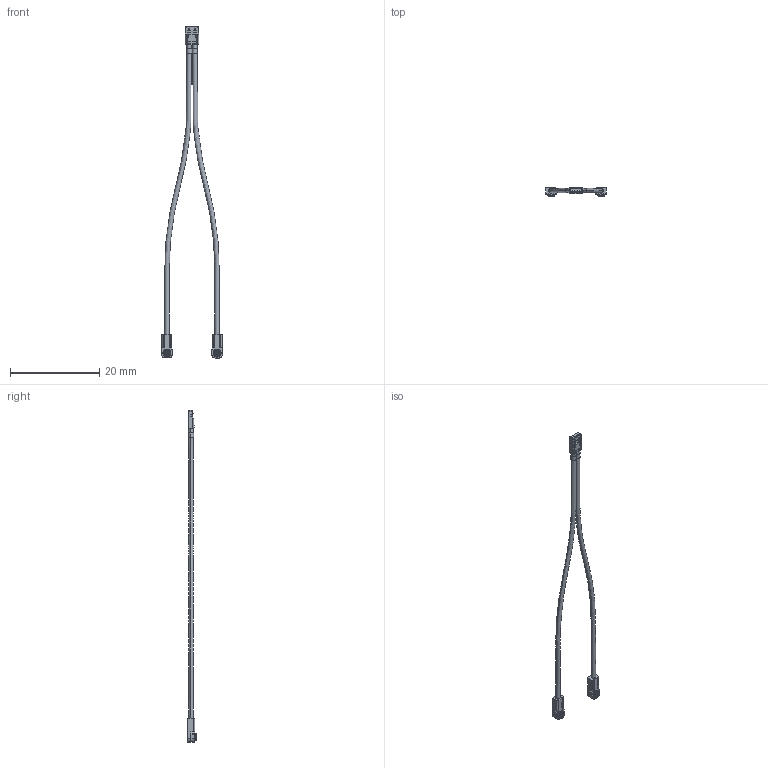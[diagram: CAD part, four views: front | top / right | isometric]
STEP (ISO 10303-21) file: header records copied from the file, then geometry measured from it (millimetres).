
FILE_DESCRIPTION (( 'STEP AP214' ), '1' );
FILE_NAME ('[MGC15205] MG215M-AWG30-MS15A_75mm_220503.STEP', '2022-05-04T02:08:25', ( '' ), ( '' ), 'SwSTEP 2.0', 'SolidWorks 2021', '' );
FILE_SCHEMA (( 'AUTOMOTIVE_DESIGN' ));
Length unit declared in the file: millimetre
Products named in the file (1): [MGC15205] MG215M-AWG30-MS15A_75mm_220503
Bounding box: 13.54 x 2 x 74.36 mm (x, y, z)
Volume: 153.9 mm3; surface area: 587.9 mm2
Topology: 1 solids, 1 shells, 550 faces, 1511 edges, 974 vertices
Faces by surface type: plane 341, cylinder 145, cone 50, torus 10, bspline 4
Entity records: 19155 total; most frequent: CARTESIAN_POINT 5495, ORIENTED_EDGE 3014, DIRECTION 2574, EDGE_CURVE 1507, VECTOR 1002, LINE 1002, VERTEX_POINT 974, AXIS2_PLACEMENT_3D 786
